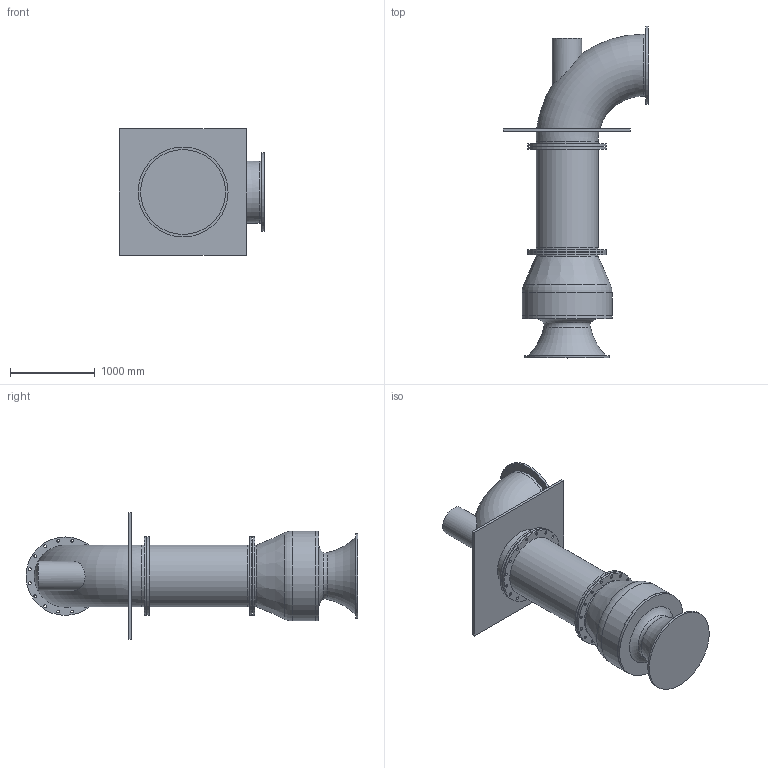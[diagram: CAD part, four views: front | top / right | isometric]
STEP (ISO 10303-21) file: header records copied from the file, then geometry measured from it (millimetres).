
FILE_DESCRIPTION(/* description */ (''),/* implementation_level */ '2;1');
FILE_NAME(/* name */ '',/* time_stamp */ '2023-04-18T19:15:28+09:00',/* author */ (''),/* organization */ (''),/* preprocessor_version */ 'ST-DEVELOPER v19.2',/* originating_system */ 'Autodesk Translation Framework v12.4.0.73',/* authorisation */ '');
FILE_SCHEMA (('AUTOMOTIVE_DESIGN { 1 0 10303 214 3 1 1 }'));
Length unit declared in the file: millimetre
Products named in the file (5): 斜流ポンプ_700; 700x50L水協 v1; 700x50L水協 v1 (1); 700x50L水協 v1 (2); 700水協曲管 v1
Assembly tree (4 placements, depth 2):
  斜流ポンプ_700
    700x50L水協 v1
    700x50L水協 v1 (1)
    700x50L水協 v1 (2)
    700水協曲管 v1
Bounding box: 1715.97 x 3926.89 x 1500 mm (x, y, z)
Volume: 1007426079 mm3; surface area: 26600980.3 mm2
Topology: 3 solids, 3 shells, 144 faces, 355 edges, 238 vertices
Faces by surface type: cylinder 104, plane 31, torus 8, cone 1
Full cylindrical faces by diameter (mm): 33 x80, 350 x2, 700 x4, 733 x5, 780 x4, 878.704 x1, 928 x5, 1004.409 x1, 1064.409 x2
Entity records: 5573 total; most frequent: CARTESIAN_POINT 1467, DIRECTION 875, ORIENTED_EDGE 710, AXIS2_PLACEMENT_3D 379, EDGE_CURVE 355, EDGE_LOOP 327, VERTEX_POINT 238, CIRCLE 226
